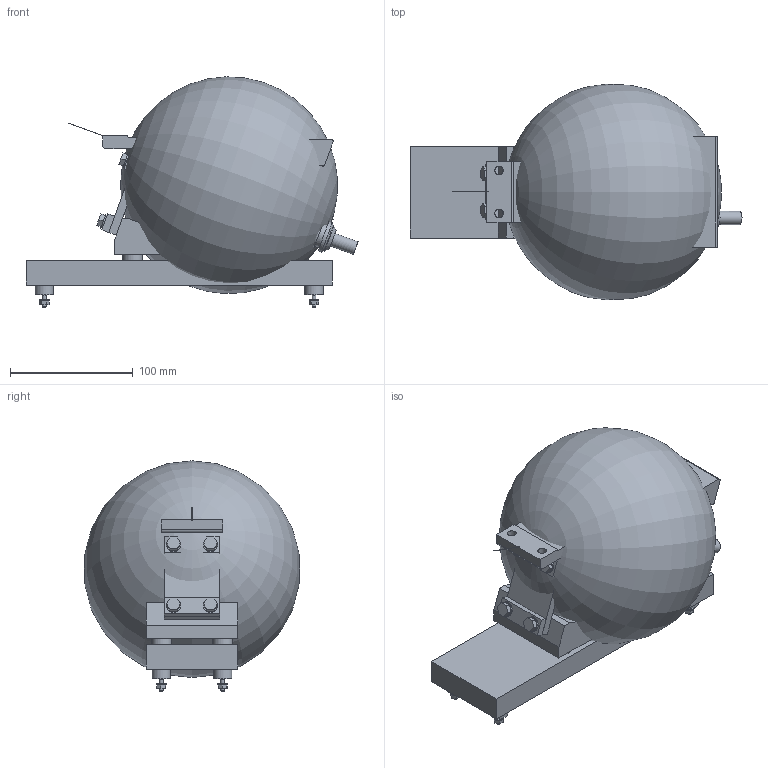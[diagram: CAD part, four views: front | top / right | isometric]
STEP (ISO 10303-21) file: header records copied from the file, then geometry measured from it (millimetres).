
FILE_DESCRIPTION(/* description */ (''),/* implementation_level */ '2;1');
FILE_NAME(/* name */ 'JD 20G',/* time_stamp */ '2016-02-04T14:52:43+01:00',/* author */ (''),/* organization */ (''),/* preprocessor_version */ 'ST-DEVELOPER v15.7',/* originating_system */ 'HiCAD 2014 1902.3 Build 554',/* authorisation */ '');
FILE_SCHEMA (('AUTOMOTIVE_DESIGN { 1 0 10303 214 1 1 1 1 }'));
Length unit declared in the file: millimetre
Products named in the file (130): Root; -_Dosierantrieb JD 20G; ENDDECKEL; BLATTFEDERN; AUSLAUF; EINLAUF; SCHRAUBEN-BLATTFEDER; SCHRAUBE; NE24018; MBKERDFV; N128; MBBGEWFV; NE24032; MBMGK_1F; N125; MANSCHETTE; KAPPE; HiCADRef:1260444029_TRAEGER; KLEMMLEISTEN; KL-A-U; KL-A-O; KL-E-U; KL-E-O; SCHRAUBEN-ENDDECKEL; PUFFER; 0_0_0; 0087240_Verlagerungspuffer JD A-1515; GUMMIKÖRPER; DIN 913-M4x12-45H_Gewindestifte_0; DIN 913-M4x10-45H_Gewindestifte_0; RUND; GRUNDPLATTE; PG-VERSCHRAUBUNG; GEHAEUSE; Wirklinie
Assembly tree (129 placements, depth 8):
  Root
    -_Dosierantrieb JD 20G
      ENDDECKEL
      BLATTFEDERN
        AUSLAUF
        EINLAUF
      SCHRAUBEN-BLATTFEDER
        SCHRAUBE
          NE24018
          MBKERDFV
          N128
        SCHRAUBE
          NE24018
          MBKERDFV
            MBBGEWFV
          N128
          NE24032
            MBMGK_1F
          N125
        SCHRAUBE
          NE24018
          MBKERDFV
            MBBGEWFV
          N128
          NE24032
            MBMGK_1F
          N125
        SCHRAUBE
          NE24018
          MBKERDFV
            MBBGEWFV
          N128
          NE24032
            MBMGK_1F
          N125
        SCHRAUBE
          NE24018
          MBKERDFV
            MBBGEWFV
          N128
          NE24032
            MBMGK_1F
          N125
        SCHRAUBE
          NE24018
          MBKERDFV
          N128
        SCHRAUBE
          NE24018
          N128
        SCHRAUBE
          NE24018
          N128
      MANSCHETTE
      KAPPE
      HiCADRef:1260444029_TRAEGER
      KLEMMLEISTEN
        KL-A-U
        KL-A-O
        KL-E-U
Bounding box: 270.94 x 175.53 x 187.91 mm (x, y, z)
Volume: 3752318.7 mm3; surface area: 345555.2 mm2
Topology: 88 solids, 94 shells, 649 faces, 1399 edges, 933 vertices
Faces by surface type: plane 458, cylinder 154, cone 34, torus 3
Full cylindrical faces by diameter (mm): 0.1 x1, 3.141 x12, 4 x12, 4.773 x23, 6 x13, 6.4 x8, 7 x4, 8 x5, 11 x1, 12 x10, 14 x1, 15 x4, 16 x4, 20 x9, 22 x2, 25.4 x2, 28 x1
Entity records: 31052 total; most frequent: DIRECTION 3325, CARTESIAN_POINT 2969, PRESENTATION_STYLE_ASSIGNMENT 2461, DRAUGHTING_PRE_DEFINED_CURVE_FONT 2368, CURVE_STYLE 2368, OVER_RIDING_STYLED_ITEM 2368, ORIENTED_EDGE 2368, COLOUR_RGB 2356
